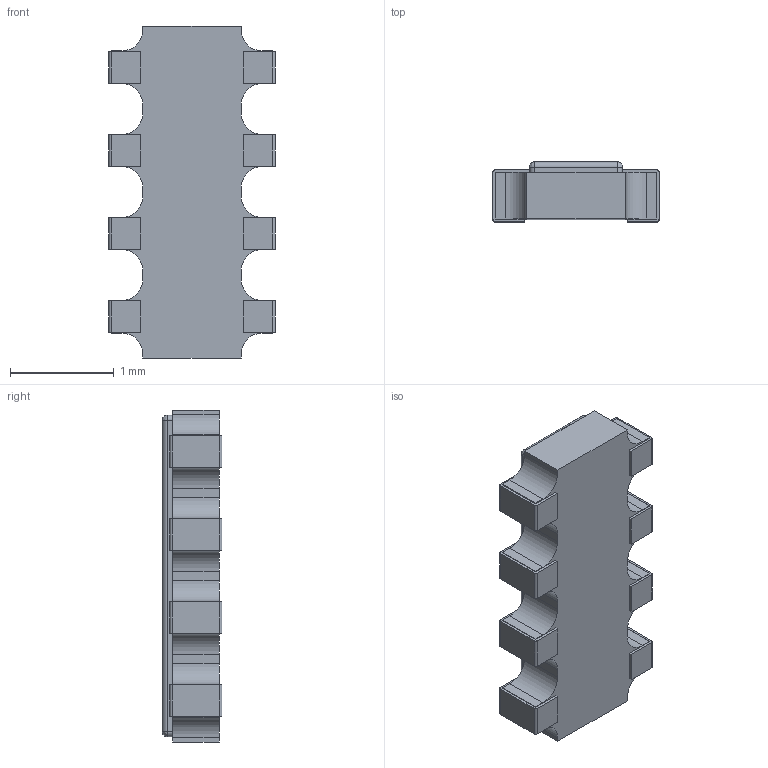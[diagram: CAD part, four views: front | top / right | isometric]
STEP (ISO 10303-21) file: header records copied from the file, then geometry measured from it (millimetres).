
FILE_DESCRIPTION (( 'STEP AP214' ), '1' );
FILE_NAME ('User Library-R1206-4R.STEP', '2010-10-19T17:06:52', ( 'sysAdmin' ), ( 'SolidWorks' ), 'SwSTEP 2.0', 'SolidWorks 2010', '' );
FILE_SCHEMA (( 'AUTOMOTIVE_DESIGN' ));
Length unit declared in the file: millimetre
Products named in the file (1): User Library-R1206-4R
Bounding box: 1.6 x 0.57 x 3.2 mm (x, y, z)
Volume: 2.1 mm3; surface area: 14.6 mm2
Topology: 1 solids, 1 shells, 229 faces, 643 edges, 422 vertices
Faces by surface type: plane 157, cylinder 40, bspline 32
Entity records: 10500 total; most frequent: CARTESIAN_POINT 2193, ORIENTED_EDGE 1278, DIRECTION 1059, EDGE_CURVE 639, VECTOR 503, LINE 503, VERTEX_POINT 422, AXIS2_PLACEMENT_3D 278
